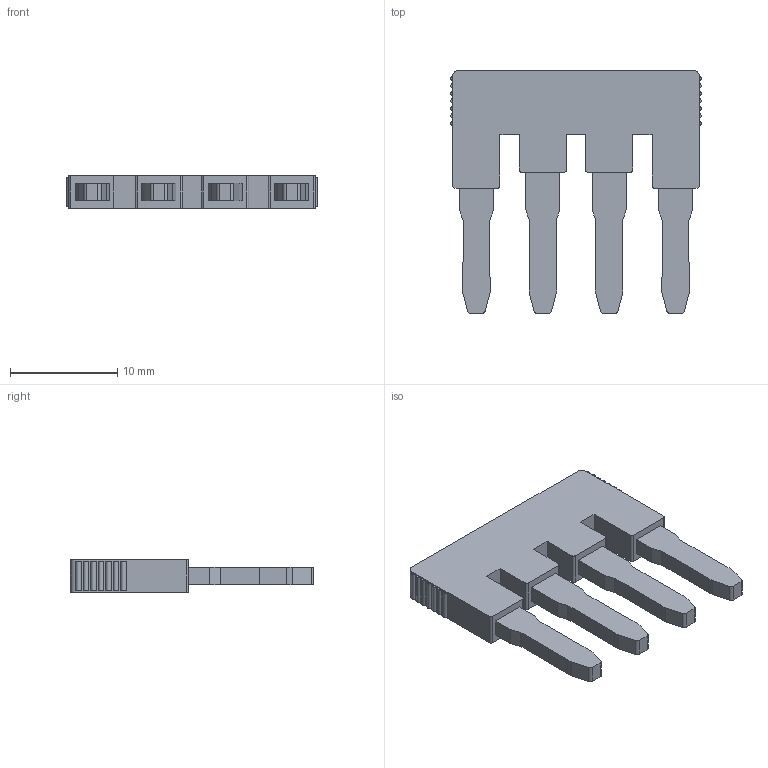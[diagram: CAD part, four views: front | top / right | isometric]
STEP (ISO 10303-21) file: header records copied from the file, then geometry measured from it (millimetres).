
FILE_DESCRIPTION((''),'2;1');
FILE_NAME('UFBS4-6','2021-04-21T',('ASUS'),(''),'PRO/ENGINEER BY PARAMETRIC TECHNOLOGY CORPORATION, 2013230','PRO/ENGINEER BY PARAMETRIC TECHNOLOGY CORPORATION, 2013230','');
FILE_SCHEMA(('CONFIG_CONTROL_DESIGN'));
Length unit declared in the file: millimetre
Products named in the file (1): UFBS4-6
Bounding box: 23.4 x 22.7 x 3 mm (x, y, z)
Volume: 849 mm3; surface area: 1117.2 mm2
Topology: 1 solids, 1 shells, 138 faces, 356 edges, 236 vertices
Faces by surface type: plane 106, cylinder 32
Entity records: 4210 total; most frequent: CARTESIAN_POINT 730, ORIENTED_EDGE 712, DIRECTION 696, EDGE_CURVE 356, VECTOR 292, LINE 292, VERTEX_POINT 236, AXIS2_PLACEMENT_3D 202
